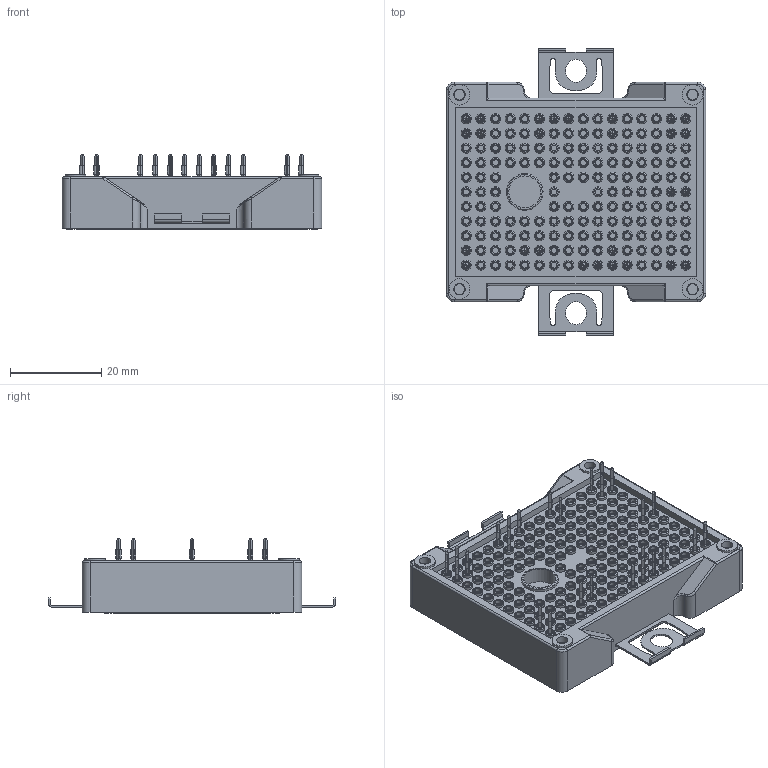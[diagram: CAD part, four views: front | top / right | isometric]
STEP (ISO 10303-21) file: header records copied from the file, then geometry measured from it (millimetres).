
FILE_DESCRIPTION(/* description */ ('Dummy-Bauraummodell Easy2B PreeFit'),/* implementation_level */ '2;1');
FILE_NAME(/* name */ 'F3L6MR20W2M1H_B70.stp',/* time_stamp */ '2024-12-20T15:02:18+01:00',/* author */ ('FarkasBoglar'),/* organization */ (''),/* preprocessor_version */ 'ST-DEVELOPER v19.2',/* originating_system */ 'Autodesk Inventor 2023',/* authorisation */ '');
FILE_SCHEMA (('AUTOMOTIVE_DESIGN { 1 0 10303 214 3 1 1 }'));
Length unit declared in the file: millimetre
Products named in the file (8): W00165838; W00165823; W00165825; W00165824; W00165826; W00165827; W00165828; W00165830
Assembly tree (34 placements, depth 3):
  W00165838
    W00165823
      W00165825
      W00165824  x2
    W00165826
      W00165827
      W00165828
    W00165830  x27
Bounding box: 56.7 x 62.8 x 16.4 mm (x, y, z)
Volume: 27259.7 mm3; surface area: 20504.9 mm2
Topology: 59 solids, 61 shells, 1761 faces, 3726 edges, 2457 vertices
Faces by surface type: plane 957, cylinder 622, torus 170, bspline 8, sphere 4
Full cylindrical faces by diameter (mm): 0.2 x27, 1.2 x34, 1.3 x165, 2.2 x165, 2.3 x4, 2.5 x4, 4.5 x4, 7 x1, 8 x1
Entity records: 28756 total; most frequent: DIRECTION 5670, CARTESIAN_POINT 4780, ORIENTED_EDGE 4154, AXIS2_PLACEMENT_3D 2489, EDGE_CURVE 2077, EDGE_LOOP 1460, VERTEX_POINT 1367, CIRCLE 1341
